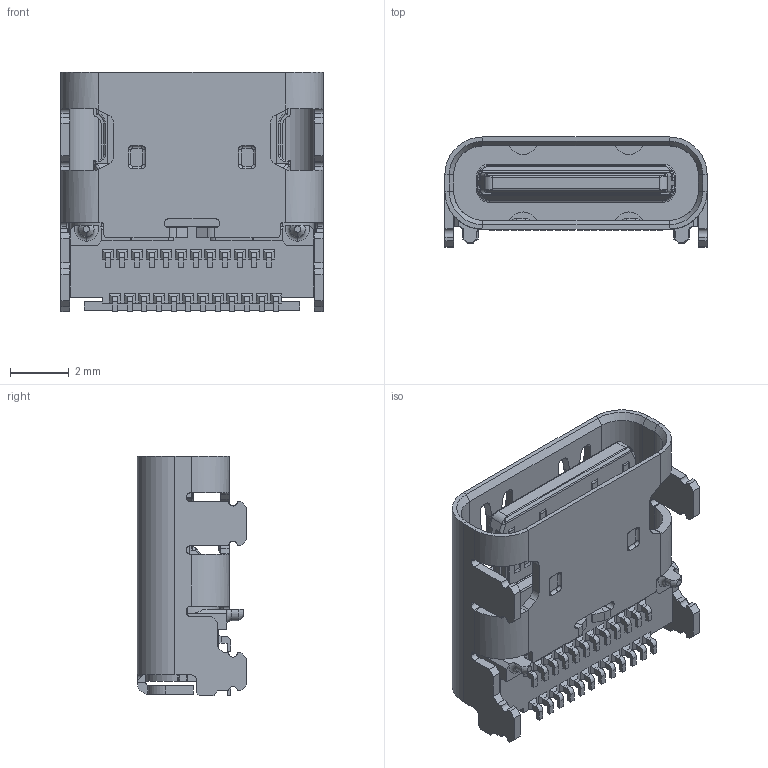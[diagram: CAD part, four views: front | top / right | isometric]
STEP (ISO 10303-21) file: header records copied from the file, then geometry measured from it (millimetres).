
FILE_DESCRIPTION (( 'STEP AP203' ), '1' );
FILE_NAME ('K3D-DX07S024JA1-V3_JAE_Proprietary.STEP', '2018-10-18T09:18:06', ( '' ), ( '' ), 'SwSTEP 2.0', 'SolidWorks 2017', '' );
FILE_SCHEMA (( 'CONFIG_CONTROL_DESIGN' ));
Length unit declared in the file: millimetre
Products named in the file (1): K3D-DX07S024JA1-V3_JAE_Proprietary
Bounding box: 8.94 x 3.74 x 8.17 mm (x, y, z)
Volume: 126 mm3; surface area: 449.6 mm2
Topology: 1 solids, 1 shells, 1067 faces, 2913 edges, 1840 vertices
Faces by surface type: plane 709, cylinder 251, torus 44, bspline 32, cone 23, sphere 8
Entity records: 34022 total; most frequent: CARTESIAN_POINT 6946, ORIENTED_EDGE 5794, DIRECTION 5506, EDGE_CURVE 2897, VECTOR 2112, LINE 2112, VERTEX_POINT 1840, AXIS2_PLACEMENT_3D 1697
